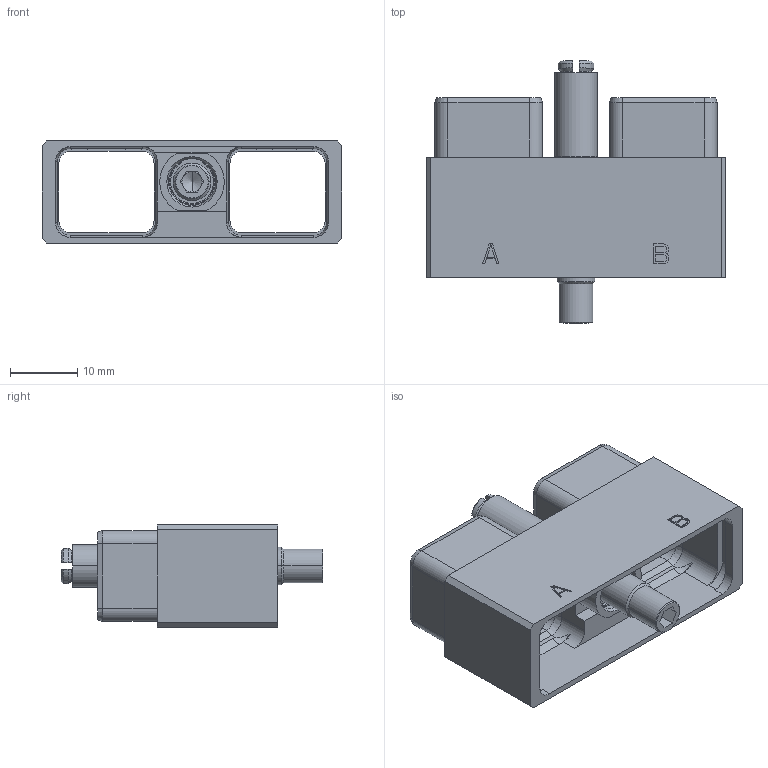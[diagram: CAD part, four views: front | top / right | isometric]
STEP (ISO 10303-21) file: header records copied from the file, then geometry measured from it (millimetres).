
FILE_DESCRIPTION((''),'2;1');
FILE_NAME('33505222012','2019-11-05T',('presta_be4'),(''),'CREO PARAMETRIC BY PTC INC, 2018360','CREO PARAMETRIC BY PTC INC, 2018360','');
FILE_SCHEMA(('CONFIG_CONTROL_DESIGN'));
Length unit declared in the file: millimetre
Products named in the file (1): 33505222012
Bounding box: 44.5 x 38.9 x 15.16 mm (x, y, z)
Volume: 5404.3 mm3; surface area: 8881.4 mm2
Topology: 1 solids, 1 shells, 625 faces, 1709 edges, 1105 vertices
Faces by surface type: plane 442, cylinder 111, cone 68, torus 4
Entity records: 20914 total; most frequent: CARTESIAN_POINT 4927, ORIENTED_EDGE 3410, DIRECTION 3189, EDGE_CURVE 1705, VECTOR 1325, LINE 1325, VERTEX_POINT 1105, AXIS2_PLACEMENT_3D 932
